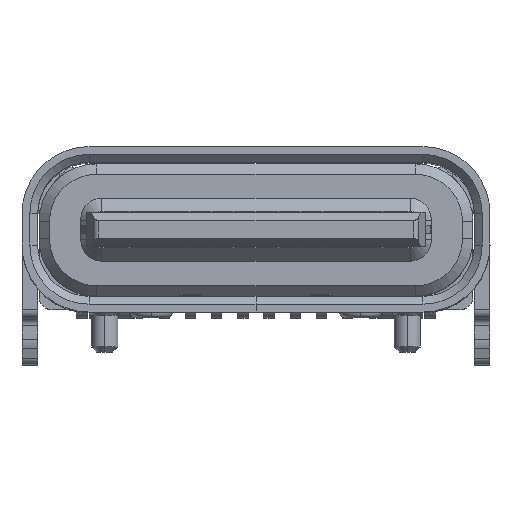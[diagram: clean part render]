
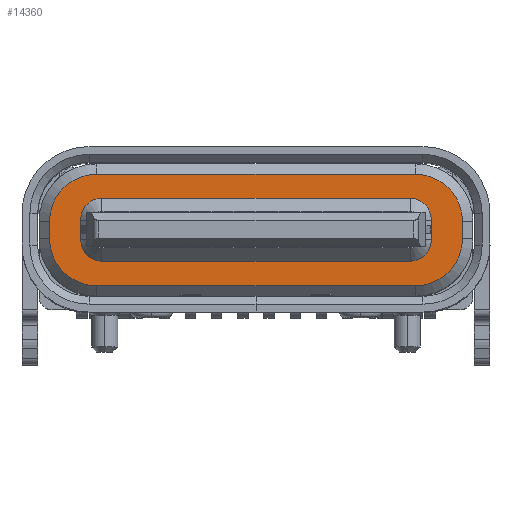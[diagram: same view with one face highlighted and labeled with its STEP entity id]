
A CAD part, top view. The second image highlights one B-rep face of the part: STEP entity #14360.
In plain terms, the highlighted planar face has unit normal (0, 0, 1).
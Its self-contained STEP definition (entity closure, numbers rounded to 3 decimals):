
#1286=CARTESIAN_POINT('',(1.425,2.41,-4.85));
#1287=DIRECTION('',(0.,0.,-1.));
#1288=DIRECTION('',(0.,-1.,0.));
#1289=AXIS2_PLACEMENT_3D('',#1286,#1287,#1288);
#1291=DIRECTION('',(0.,1.,0.));
#1292=VECTOR('',#1291,0.33);
#1293=CARTESIAN_POINT('',(0.525,2.41,
-4.85));
#1294=LINE('',#1293,#1292);
#1295=CARTESIAN_POINT('',(1.425,2.74,-4.85));
#1296=DIRECTION('',(0.,0.,-1.));
#1297=DIRECTION('',(-1.,0.,0.));
#1298=AXIS2_PLACEMENT_3D('',#1295,#1296,#1297);
#1300=DIRECTION('',(1.,0.,0.));
#1301=VECTOR('',#1300,6.09);
#1302=CARTESIAN_POINT('',(1.425,3.64,-4.85));
#1303=LINE('',#1302,#1301);
#1304=CARTESIAN_POINT('',(7.515,2.74,-4.85));
#1305=DIRECTION('',(0.,0.,-1.));
#1306=DIRECTION('',(0.,1.,0.));
#1307=AXIS2_PLACEMENT_3D('',#1304,#1305,#1306);
#1309=DIRECTION('',(0.,-1.,0.));
#1310=VECTOR('',#1309,0.33);
#1311=CARTESIAN_POINT('',(8.415,2.74,-4.85));
#1312=LINE('',#1311,#1310);
#1313=CARTESIAN_POINT('',(7.515,2.41,-4.85));
#1314=DIRECTION('',(0.,0.,-1.));
#1315=DIRECTION('',(1.,0.,0.));
#1316=AXIS2_PLACEMENT_3D('',#1313,#1314,#1315);
#1318=CARTESIAN_POINT('',(7.415,2.38,-4.85));
#1319=DIRECTION('',(0.,0.,1.));
#1320=DIRECTION('',(0.,-1.,0.));
#1321=AXIS2_PLACEMENT_3D('',#1318,#1319,#1320);
#1323=DIRECTION('',(0.,1.,0.));
#1324=VECTOR('',#1323,0.4);
#1325=CARTESIAN_POINT('',(7.815,2.38,-4.85));
#1326=LINE('',#1325,#1324);
#1327=CARTESIAN_POINT('',(7.415,2.78,-4.85));
#1328=DIRECTION('',(0.,0.,1.));
#1329=DIRECTION('',(1.,0.,0.));
#1330=AXIS2_PLACEMENT_3D('',#1327,#1328,#1329);
#1332=CARTESIAN_POINT('',(1.525,2.78,-4.85));
#1333=DIRECTION('',(0.,0.,1.));
#1334=DIRECTION('',(0.,1.,0.));
#1335=AXIS2_PLACEMENT_3D('',#1332,#1333,#1334);
#1337=CARTESIAN_POINT('',(1.525,2.38,-4.85));
#1338=DIRECTION('',(0.,0.,1.));
#1339=DIRECTION('',(-1.,0.,0.));
#1340=AXIS2_PLACEMENT_3D('',#1337,#1338,#1339);
#1373=DIRECTION('',(1.,0.,0.));
#1374=VECTOR('',#1373,6.09);
#1375=CARTESIAN_POINT('',(1.425,1.51,-4.85));
#1376=LINE('',#1375,#1374);
#5754=DIRECTION('',(-1.,0.,0.));
#5755=VECTOR('',#5754,5.89);
#5756=CARTESIAN_POINT('',(7.415,1.98,-4.85));
#5757=LINE('',#5756,#5755);
#5773=DIRECTION('',(0.,1.,0.));
#5774=VECTOR('',#5773,0.4);
#5775=CARTESIAN_POINT('',(1.125,2.38,-4.85));
#5776=LINE('',#5775,#5774);
#5807=DIRECTION('',(1.,0.,0.));
#5808=VECTOR('',#5807,5.89);
#5809=CARTESIAN_POINT('',(1.525,3.18,-4.85));
#5810=LINE('',#5809,#5808);
#10958=CARTESIAN_POINT('',(0.525,2.41,
-4.85));
#10959=VERTEX_POINT('',#10958);
#10960=CARTESIAN_POINT('',(1.425,1.51,
-4.85));
#10961=VERTEX_POINT('',#10960);
#10962=CARTESIAN_POINT('',(0.525,2.74,
-4.85));
#10963=VERTEX_POINT('',#10962);
#10966=CARTESIAN_POINT('',(1.425,3.64,
-4.85));
#10967=VERTEX_POINT('',#10966);
#11010=CARTESIAN_POINT('',(7.515,3.64,
-4.85));
#11011=VERTEX_POINT('',#11010);
#11014=CARTESIAN_POINT('',(8.415,2.74,
-4.85));
#11015=VERTEX_POINT('',#11014);
#11054=CARTESIAN_POINT('',(7.515,1.51,
-4.85));
#11055=VERTEX_POINT('',#11054);
#11056=CARTESIAN_POINT('',(8.415,2.41,
-4.85));
#11057=VERTEX_POINT('',#11056);
#11058=CARTESIAN_POINT('',(1.125,2.38,
-4.85));
#11059=CARTESIAN_POINT('',(1.125,2.78,-4.85));
#11060=VERTEX_POINT('',#11058);
#11061=VERTEX_POINT('',#11059);
#11062=CARTESIAN_POINT('',(1.525,1.98,-4.85));
#11063=VERTEX_POINT('',#11062);
#11064=CARTESIAN_POINT('',(7.415,1.98,-4.85));
#11065=CARTESIAN_POINT('',(7.815,2.38,-4.85));
#11066=VERTEX_POINT('',#11064);
#11067=VERTEX_POINT('',#11065);
#11068=CARTESIAN_POINT('',(7.815,2.78,
-4.85));
#11069=VERTEX_POINT('',#11068);
#11070=CARTESIAN_POINT('',(7.415,3.18,-4.85));
#11071=VERTEX_POINT('',#11070);
#11072=CARTESIAN_POINT('',(1.525,3.18,-4.85));
#11073=VERTEX_POINT('',#11072);
#14323=CARTESIAN_POINT('',(1.063,2.575,
-4.85));
#14324=DIRECTION('',(0.,0.,-1.));
#14325=DIRECTION('',(1.,0.,0.));
#14326=AXIS2_PLACEMENT_3D('',#14323,#14324,#14325);
#14327=PLANE('',#14326);
#14329=ORIENTED_EDGE('',*,*,#14328,.F.);
#14331=ORIENTED_EDGE('',*,*,#14330,.T.);
#14333=ORIENTED_EDGE('',*,*,#14332,.T.);
#14335=ORIENTED_EDGE('',*,*,#14334,.T.);
#14336=ORIENTED_EDGE('',*,*,#14316,.T.);
#14337=ORIENTED_EDGE('',*,*,#13979,.T.);
#14338=ORIENTED_EDGE('',*,*,#13994,.T.);
#14339=ORIENTED_EDGE('',*,*,#14009,.T.);
#14340=EDGE_LOOP('',(#14329,#14331,#14333,#14335,#14336,#14337,#14338,#14339));
#14341=FACE_OUTER_BOUND('',#14340,.F.);
#14343=ORIENTED_EDGE('',*,*,#14342,.F.);
#14345=ORIENTED_EDGE('',*,*,#14344,.T.);
#14347=ORIENTED_EDGE('',*,*,#14346,.T.);
#14349=ORIENTED_EDGE('',*,*,#14348,.T.);
#14351=ORIENTED_EDGE('',*,*,#14350,.F.);
#14353=ORIENTED_EDGE('',*,*,#14352,.T.);
#14355=ORIENTED_EDGE('',*,*,#14354,.F.);
#14357=ORIENTED_EDGE('',*,*,#14356,.T.);
#14358=EDGE_LOOP('',(#14343,#14345,#14347,#14349,#14351,#14353,#14355,#14357));
#14359=FACE_BOUND('',#14358,.F.);
#14360=ADVANCED_FACE('',(#14341,#14359),#14327,.F.);
#1290=CIRCLE('',#1289,0.9);
#1299=CIRCLE('',#1298,0.9);
#1308=CIRCLE('',#1307,0.9);
#1317=CIRCLE('',#1316,0.9);
#1322=CIRCLE('',#1321,0.4);
#1331=CIRCLE('',#1330,0.4);
#1336=CIRCLE('',#1335,0.4);
#1341=CIRCLE('',#1340,0.4);
#13979=EDGE_CURVE('',#11011,#11015,#1308,.T.);
#13994=EDGE_CURVE('',#11015,#11057,#1312,.T.);
#14009=EDGE_CURVE('',#11057,#11055,#1317,.T.);
#14316=EDGE_CURVE('',#10967,#11011,#1303,.T.);
#14328=EDGE_CURVE('',#10961,#11055,#1376,.T.);
#14330=EDGE_CURVE('',#10961,#10959,#1290,.T.);
#14332=EDGE_CURVE('',#10959,#10963,#1294,.T.);
#14334=EDGE_CURVE('',#10963,#10967,#1299,.T.);
#14342=EDGE_CURVE('',#11066,#11063,#5757,.T.);
#14344=EDGE_CURVE('',#11066,#11067,#1322,.T.);
#14346=EDGE_CURVE('',#11067,#11069,#1326,.T.);
#14348=EDGE_CURVE('',#11069,#11071,#1331,.T.);
#14350=EDGE_CURVE('',#11073,#11071,#5810,.T.);
#14352=EDGE_CURVE('',#11073,#11061,#1336,.T.);
#14354=EDGE_CURVE('',#11060,#11061,#5776,.T.);
#14356=EDGE_CURVE('',#11060,#11063,#1341,.T.);
